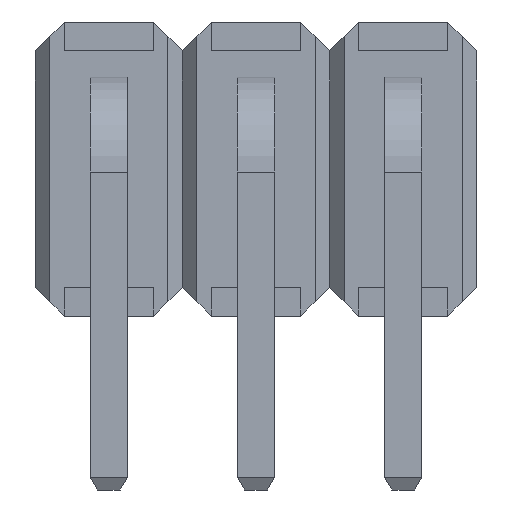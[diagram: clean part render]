
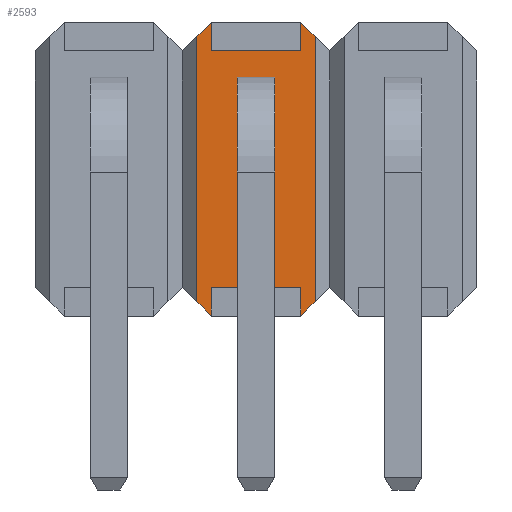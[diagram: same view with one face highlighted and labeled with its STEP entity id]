
A CAD part, front view. The second image highlights one B-rep face of the part: STEP entity #2593.
In plain terms, the highlighted planar face has unit normal (0, -1, 0).
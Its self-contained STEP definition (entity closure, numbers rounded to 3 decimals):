
#686=DIRECTION('',(-0.707,0.,-0.707));
#687=VECTOR('',#686,0.354);
#688=CARTESIAN_POINT('',(6.1,-1.94,-2.29));
#689=LINE('',#688,#687);
#791=DIRECTION('',(0.,0.,-1.));
#792=VECTOR('',#791,0.5);
#793=CARTESIAN_POINT('',(5.85,-1.94,-2.04));
#794=LINE('',#793,#792);
#798=DIRECTION('',(1.,0.,0.));
#799=VECTOR('',#798,1.54);
#800=CARTESIAN_POINT('',(4.31,-1.94,-2.04));
#801=LINE('',#800,#799);
#805=DIRECTION('',(0.,0.,1.));
#806=VECTOR('',#805,0.5);
#807=CARTESIAN_POINT('',(4.31,-1.94,-2.54));
#808=LINE('',#807,#806);
#812=DIRECTION('',(0.,0.,1.));
#813=VECTOR('',#812,0.5);
#814=CARTESIAN_POINT('',(4.31,-1.94,2.04));
#815=LINE('',#814,#813);
#819=DIRECTION('',(-1.,0.,0.));
#820=VECTOR('',#819,1.54);
#821=CARTESIAN_POINT('',(5.85,-1.94,2.04));
#822=LINE('',#821,#820);
#826=DIRECTION('',(0.,0.,-1.));
#827=VECTOR('',#826,0.5);
#828=CARTESIAN_POINT('',(5.85,-1.94,2.54));
#829=LINE('',#828,#827);
#833=DIRECTION('',(1.,0.,0.));
#834=VECTOR('',#833,0.64);
#835=CARTESIAN_POINT('',(4.76,-1.94,1.59));
#836=LINE('',#835,#834);
#840=DIRECTION('',(0.,0.,1.));
#841=VECTOR('',#840,0.64);
#842=CARTESIAN_POINT('',(4.76,-1.94,0.95));
#843=LINE('',#842,#841);
#847=DIRECTION('',(-1.,0.,0.));
#848=VECTOR('',#847,0.64);
#849=CARTESIAN_POINT('',(5.4,-1.94,0.95));
#850=LINE('',#849,#848);
#854=DIRECTION('',(0.,0.,-1.));
#855=VECTOR('',#854,0.64);
#856=CARTESIAN_POINT('',(5.4,-1.94,1.59));
#857=LINE('',#856,#855);
#861=DIRECTION('',(0.,0.,-1.));
#862=VECTOR('',#861,0.64);
#863=CARTESIAN_POINT('',(5.4,-1.94,-0.95));
#864=LINE('',#863,#862);
#868=DIRECTION('',(1.,0.,0.));
#869=VECTOR('',#868,0.64);
#870=CARTESIAN_POINT('',(4.76,-1.94,-0.95));
#871=LINE('',#870,#869);
#875=DIRECTION('',(0.,0.,1.));
#876=VECTOR('',#875,0.64);
#877=CARTESIAN_POINT('',(4.76,-1.94,-1.59));
#878=LINE('',#877,#876);
#882=DIRECTION('',(-1.,0.,0.));
#883=VECTOR('',#882,0.64);
#884=CARTESIAN_POINT('',(5.4,-1.94,-1.59));
#885=LINE('',#884,#883);
#896=DIRECTION('',(0.,0.,1.));
#897=VECTOR('',#896,4.58);
#898=CARTESIAN_POINT('',(6.1,-1.94,-2.29));
#899=LINE('',#898,#897);
#966=DIRECTION('',(0.707,0.,-0.707));
#967=VECTOR('',#966,0.354);
#968=CARTESIAN_POINT('',(5.85,-1.94,2.54));
#969=LINE('',#968,#967);
#1001=DIRECTION('',(-0.707,0.,0.707));
#1002=VECTOR('',#1001,0.354);
#1003=CARTESIAN_POINT('',(4.31,-1.94,-2.54));
#1004=LINE('',#1003,#1002);
#1281=DIRECTION('',(0.,0.,-1.));
#1282=VECTOR('',#1281,4.58);
#1283=CARTESIAN_POINT('',(4.06,-1.94,2.29));
#1284=LINE('',#1283,#1282);
#1295=DIRECTION('',(0.707,0.,0.707));
#1296=VECTOR('',#1295,0.354);
#1297=CARTESIAN_POINT('',(4.06,-1.94,2.29));
#1298=LINE('',#1297,#1296);
#1750=CARTESIAN_POINT('',(5.85,-1.94,2.04));
#1751=CARTESIAN_POINT('',(4.31,-1.94,2.04));
#1752=VERTEX_POINT('',#1750);
#1753=VERTEX_POINT('',#1751);
#1754=CARTESIAN_POINT('',(4.31,-1.94,-2.04));
#1755=CARTESIAN_POINT('',(5.85,-1.94,-2.04));
#1756=VERTEX_POINT('',#1754);
#1757=VERTEX_POINT('',#1755);
#1774=CARTESIAN_POINT('',(5.85,-1.94,2.54));
#1775=VERTEX_POINT('',#1774);
#1776=CARTESIAN_POINT('',(4.31,-1.94,2.54));
#1777=VERTEX_POINT('',#1776);
#1778=CARTESIAN_POINT('',(4.31,-1.94,-2.54));
#1779=VERTEX_POINT('',#1778);
#1780=CARTESIAN_POINT('',(5.85,-1.94,-2.54));
#1781=VERTEX_POINT('',#1780);
#1786=CARTESIAN_POINT('',(6.1,-1.94,-2.29));
#1787=CARTESIAN_POINT('',(6.1,-1.94,2.29));
#1788=VERTEX_POINT('',#1786);
#1789=VERTEX_POINT('',#1787);
#1794=CARTESIAN_POINT('',(4.06,-1.94,2.29));
#1795=CARTESIAN_POINT('',(4.06,-1.94,-2.29));
#1796=VERTEX_POINT('',#1794);
#1797=VERTEX_POINT('',#1795);
#1814=CARTESIAN_POINT('',(4.76,-1.94,1.59));
#1815=CARTESIAN_POINT('',(5.4,-1.94,1.59));
#1816=VERTEX_POINT('',#1814);
#1817=VERTEX_POINT('',#1815);
#1818=CARTESIAN_POINT('',(5.4,-1.94,0.95));
#1819=VERTEX_POINT('',#1818);
#1820=CARTESIAN_POINT('',(4.76,-1.94,0.95));
#1821=VERTEX_POINT('',#1820);
#1822=CARTESIAN_POINT('',(5.4,-1.94,-0.95));
#1823=CARTESIAN_POINT('',(5.4,-1.94,-1.59));
#1824=VERTEX_POINT('',#1822);
#1825=VERTEX_POINT('',#1823);
#1826=CARTESIAN_POINT('',(4.76,-1.94,-1.59));
#1827=VERTEX_POINT('',#1826);
#1828=CARTESIAN_POINT('',(4.76,-1.94,-0.95));
#1829=VERTEX_POINT('',#1828);
#2547=CARTESIAN_POINT('',(0.,-1.94,0.));
#2548=DIRECTION('',(0.,-1.,0.));
#2549=DIRECTION('',(0.,0.,-1.));
#2550=AXIS2_PLACEMENT_3D('',#2547,#2548,#2549);
#2551=PLANE('',#2550);
#2553=ORIENTED_EDGE('',*,*,#2552,.F.);
#2554=ORIENTED_EDGE('',*,*,#2418,.T.);
#2556=ORIENTED_EDGE('',*,*,#2555,.F.);
#2558=ORIENTED_EDGE('',*,*,#2557,.F.);
#2559=ORIENTED_EDGE('',*,*,#2451,.F.);
#2561=ORIENTED_EDGE('',*,*,#2560,.T.);
#2563=ORIENTED_EDGE('',*,*,#2562,.F.);
#2565=ORIENTED_EDGE('',*,*,#2564,.T.);
#2566=ORIENTED_EDGE('',*,*,#2528,.F.);
#2567=ORIENTED_EDGE('',*,*,#2541,.F.);
#2568=ORIENTED_EDGE('',*,*,#2496,.F.);
#2570=ORIENTED_EDGE('',*,*,#2569,.T.);
#2571=EDGE_LOOP('',(#2553,#2554,#2556,#2558,#2559,#2561,#2563,#2565,#2566,#2567,
#2568,#2570));
#2572=FACE_OUTER_BOUND('',#2571,.F.);
#2574=ORIENTED_EDGE('',*,*,#2573,.F.);
#2576=ORIENTED_EDGE('',*,*,#2575,.F.);
#2578=ORIENTED_EDGE('',*,*,#2577,.F.);
#2580=ORIENTED_EDGE('',*,*,#2579,.F.);
#2581=EDGE_LOOP('',(#2574,#2576,#2578,#2580));
#2582=FACE_BOUND('',#2581,.F.);
#2584=ORIENTED_EDGE('',*,*,#2583,.F.);
#2586=ORIENTED_EDGE('',*,*,#2585,.F.);
#2588=ORIENTED_EDGE('',*,*,#2587,.F.);
#2590=ORIENTED_EDGE('',*,*,#2589,.F.);
#2591=EDGE_LOOP('',(#2584,#2586,#2588,#2590));
#2592=FACE_BOUND('',#2591,.F.);
#2593=ADVANCED_FACE('',(#2572,#2582,#2592),#2551,.T.);
#2418=EDGE_CURVE('',#1788,#1781,#689,.T.);
#2451=EDGE_CURVE('',#1779,#1756,#808,.T.);
#2496=EDGE_CURVE('',#1775,#1752,#829,.T.);
#2528=EDGE_CURVE('',#1753,#1777,#815,.T.);
#2541=EDGE_CURVE('',#1752,#1753,#822,.T.);
#2552=EDGE_CURVE('',#1788,#1789,#899,.T.);
#2555=EDGE_CURVE('',#1757,#1781,#794,.T.);
#2557=EDGE_CURVE('',#1756,#1757,#801,.T.);
#2560=EDGE_CURVE('',#1779,#1797,#1004,.T.);
#2562=EDGE_CURVE('',#1796,#1797,#1284,.T.);
#2564=EDGE_CURVE('',#1796,#1777,#1298,.T.);
#2569=EDGE_CURVE('',#1775,#1789,#969,.T.);
#2573=EDGE_CURVE('',#1816,#1817,#836,.T.);
#2575=EDGE_CURVE('',#1821,#1816,#843,.T.);
#2577=EDGE_CURVE('',#1819,#1821,#850,.T.);
#2579=EDGE_CURVE('',#1817,#1819,#857,.T.);
#2583=EDGE_CURVE('',#1824,#1825,#864,.T.);
#2585=EDGE_CURVE('',#1829,#1824,#871,.T.);
#2587=EDGE_CURVE('',#1827,#1829,#878,.T.);
#2589=EDGE_CURVE('',#1825,#1827,#885,.T.);
